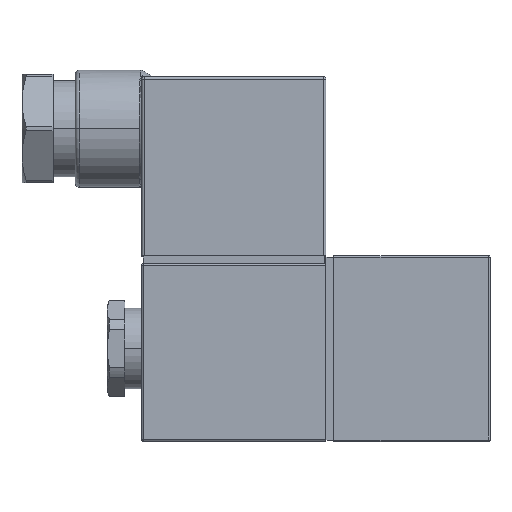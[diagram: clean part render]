
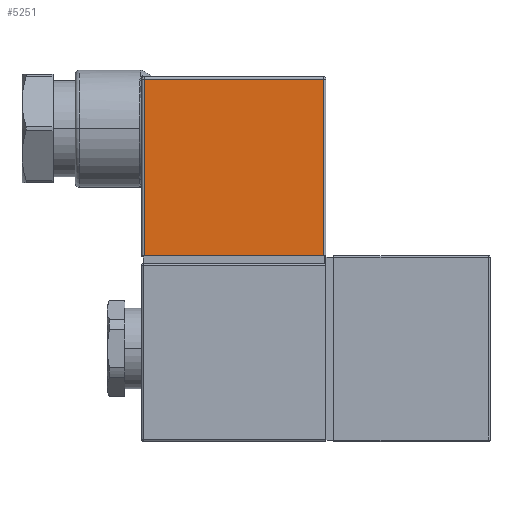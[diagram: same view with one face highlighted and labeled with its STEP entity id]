
A CAD part, top view. The second image highlights one B-rep face of the part: STEP entity #5251.
In plain terms, the highlighted planar face has unit normal (0, 0, 1).
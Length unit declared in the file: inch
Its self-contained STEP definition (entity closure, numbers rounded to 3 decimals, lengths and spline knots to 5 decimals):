
#47 = FACE_OUTER_BOUND ( 'NONE', #4067, .T. ) ;
#57 = ORIENTED_EDGE ( 'NONE', *, *, #1617, .T. ) ;
#144 = DIRECTION ( 'NONE',  ( 0., -1., 0. ) ) ;
#228 = VERTEX_POINT ( 'NONE', #5333 ) ;
#231 = VERTEX_POINT ( 'NONE', #5313 ) ;
#284 = CARTESIAN_POINT ( 'NONE',  ( -0.015, -0.00197, 0.43406 ) ) ;
#477 = VECTOR ( 'NONE', #144, 39.37008 ) ;
#556 = CARTESIAN_POINT ( 'NONE',  ( -1.15429, -0.00197, 0.43406 ) ) ;
#862 = LINE ( 'NONE', #983, #477 ) ;
#936 = DIRECTION ( 'NONE',  ( 0., 0., -1. ) ) ;
#983 = CARTESIAN_POINT ( 'NONE',  ( -1.15429, 0.56594, 0.43406 ) ) ;
#1356 = DIRECTION ( 'NONE',  ( 0., 1., 0. ) ) ;
#1392 = VERTEX_POINT ( 'NONE', #284 ) ;
#1550 = EDGE_CURVE ( 'NONE', #1392, #228, #4588, .T. ) ;
#1617 = EDGE_CURVE ( 'NONE', #228, #231, #1828, .T. ) ;
#1685 = VECTOR ( 'NONE', #1356, 39.37008 ) ;
#1724 = EDGE_CURVE ( 'NONE', #231, #1779, #862, .T. ) ;
#1779 = VERTEX_POINT ( 'NONE', #556 ) ;
#1784 = PLANE ( 'NONE',  #4114 ) ;
#1828 = LINE ( 'NONE', #4733, #5058 ) ;
#2144 = DIRECTION ( 'NONE',  ( -1., 0., 0. ) ) ;
#2212 = DIRECTION ( 'NONE',  ( -1., 0., 0. ) ) ;
#2810 = VECTOR ( 'NONE', #4657, 39.37008 ) ;
#3299 = EDGE_CURVE ( 'NONE', #1779, #1392, #5506, .T. ) ;
#3613 = ORIENTED_EDGE ( 'NONE', *, *, #3299, .T. ) ;
#4067 = EDGE_LOOP ( 'NONE', ( #57, #4340, #3613, #4968 ) ) ;
#4114 = AXIS2_PLACEMENT_3D ( 'NONE', #4804, #936, #2212 ) ;
#4239 = CARTESIAN_POINT ( 'NONE',  ( -0.58465, -0.00197, 0.43406 ) ) ;
#4340 = ORIENTED_EDGE ( 'NONE', *, *, #1724, .T. ) ;
#4383 = CARTESIAN_POINT ( 'NONE',  ( -0.015, 0.56594, 0.43406 ) ) ;
#4588 = LINE ( 'NONE', #4383, #1685 ) ;
#4657 = DIRECTION ( 'NONE',  ( 1., 0., 0. ) ) ;
#4733 = CARTESIAN_POINT ( 'NONE',  ( -0.58465, 1.11886, 0.43406 ) ) ;
#4804 = CARTESIAN_POINT ( 'NONE',  ( -0.58465, 0.56594, 0.43406 ) ) ;
#4968 = ORIENTED_EDGE ( 'NONE', *, *, #1550, .T. ) ;
#5058 = VECTOR ( 'NONE', #2144, 39.37008 ) ;
#5251 = ADVANCED_FACE ( 'NONE', ( #47 ), #1784, .F. ) ;
#5313 = CARTESIAN_POINT ( 'NONE',  ( -1.15429, 1.11886, 0.43406 ) ) ;
#5333 = CARTESIAN_POINT ( 'NONE',  ( -0.015, 1.11886, 0.43406 ) ) ;
#5506 = LINE ( 'NONE', #4239, #2810 ) ;
